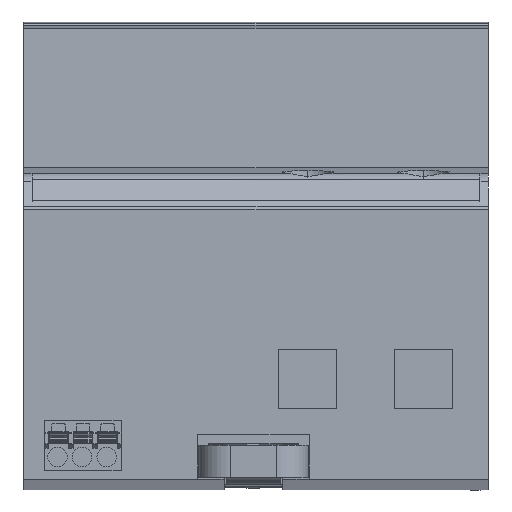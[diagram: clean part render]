
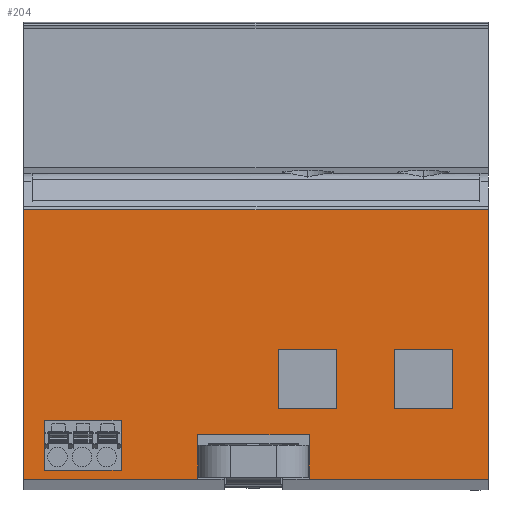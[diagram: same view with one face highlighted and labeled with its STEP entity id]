
A CAD part, front view. The second image highlights one B-rep face of the part: STEP entity #204.
In plain terms, the highlighted planar face has unit normal (0, -1, 0).
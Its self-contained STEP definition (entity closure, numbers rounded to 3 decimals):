
#34=AXIS2_PLACEMENT_3D('Plane Axis2P3D',#31,#32,#33) ;
#31=CARTESIAN_POINT('Axis2P3D Location',(71.2,14.959,1.692)) ;
#36=CARTESIAN_POINT('Line Origine',(0.,14.959,22.536)) ;
#40=CARTESIAN_POINT('Vertex',(0.,14.959,1.692)) ;
#42=CARTESIAN_POINT('Vertex',(0.,14.959,43.38)) ;
#45=CARTESIAN_POINT('Line Origine',(13.48,14.959,1.692)) ;
#49=CARTESIAN_POINT('Vertex',(26.961,14.959,1.692)) ;
#52=CARTESIAN_POINT('Line Origine',(26.961,14.959,5.122)) ;
#56=CARTESIAN_POINT('Vertex',(26.961,14.959,8.553)) ;
#59=CARTESIAN_POINT('Line Origine',(35.6,14.959,8.553)) ;
#63=CARTESIAN_POINT('Vertex',(44.24,14.959,8.553)) ;
#66=CARTESIAN_POINT('Line Origine',(44.24,14.959,5.122)) ;
#70=CARTESIAN_POINT('Vertex',(44.24,14.959,1.692)) ;
#73=CARTESIAN_POINT('Line Origine',(58.12,14.959,1.692)) ;
#77=CARTESIAN_POINT('Vertex',(72.,14.959,1.692)) ;
#80=CARTESIAN_POINT('Line Origine',(72.,14.959,22.536)) ;
#84=CARTESIAN_POINT('Vertex',(72.,14.959,43.38)) ;
#87=CARTESIAN_POINT('Line Origine',(36.,14.959,43.38)) ;
#102=CARTESIAN_POINT('Line Origine',(3.275,14.959,6.504)) ;
#106=CARTESIAN_POINT('Vertex',(3.275,14.959,3.079)) ;
#108=CARTESIAN_POINT('Vertex',(3.275,14.959,9.929)) ;
#111=CARTESIAN_POINT('Line Origine',(9.185,14.959,9.929)) ;
#115=CARTESIAN_POINT('Vertex',(15.095,14.959,9.929)) ;
#118=CARTESIAN_POINT('Line Origine',(15.095,14.959,6.504)) ;
#122=CARTESIAN_POINT('Vertex',(15.095,14.959,3.079)) ;
#125=CARTESIAN_POINT('Line Origine',(9.185,14.959,3.079)) ;
#136=CARTESIAN_POINT('Line Origine',(44.033,14.959,12.558)) ;
#140=CARTESIAN_POINT('Vertex',(48.533,14.959,12.558)) ;
#142=CARTESIAN_POINT('Vertex',(39.533,14.959,12.558)) ;
#145=CARTESIAN_POINT('Line Origine',(39.533,14.959,17.133)) ;
#149=CARTESIAN_POINT('Vertex',(39.533,14.959,21.708)) ;
#152=CARTESIAN_POINT('Line Origine',(44.033,14.959,21.708)) ;
#156=CARTESIAN_POINT('Vertex',(48.533,14.959,21.708)) ;
#159=CARTESIAN_POINT('Line Origine',(48.533,14.959,17.133)) ;
#170=CARTESIAN_POINT('Line Origine',(61.944,14.959,12.558)) ;
#174=CARTESIAN_POINT('Vertex',(66.444,14.959,12.558)) ;
#176=CARTESIAN_POINT('Vertex',(57.444,14.959,12.558)) ;
#179=CARTESIAN_POINT('Line Origine',(57.444,14.959,17.133)) ;
#183=CARTESIAN_POINT('Vertex',(57.444,14.959,21.708)) ;
#186=CARTESIAN_POINT('Line Origine',(61.944,14.959,21.708)) ;
#190=CARTESIAN_POINT('Vertex',(66.444,14.959,21.708)) ;
#193=CARTESIAN_POINT('Line Origine',(66.444,14.959,17.133)) ;
#32=DIRECTION('Axis2P3D Direction',(0.,-1.,0.)) ;
#33=DIRECTION('Axis2P3D XDirection',(0.,0.,1.)) ;
#37=DIRECTION('Vector Direction',(0.,0.,1.)) ;
#46=DIRECTION('Vector Direction',(-1.,0.,0.)) ;
#53=DIRECTION('Vector Direction',(0.,0.,-1.)) ;
#60=DIRECTION('Vector Direction',(-1.,0.,0.)) ;
#67=DIRECTION('Vector Direction',(0.,0.,1.)) ;
#74=DIRECTION('Vector Direction',(-1.,0.,0.)) ;
#81=DIRECTION('Vector Direction',(0.,0.,1.)) ;
#88=DIRECTION('Vector Direction',(-1.,0.,0.)) ;
#103=DIRECTION('Vector Direction',(0.,0.,1.)) ;
#112=DIRECTION('Vector Direction',(-1.,0.,0.)) ;
#119=DIRECTION('Vector Direction',(0.,0.,-1.)) ;
#126=DIRECTION('Vector Direction',(-1.,0.,0.)) ;
#137=DIRECTION('Vector Direction',(-1.,0.,0.)) ;
#146=DIRECTION('Vector Direction',(0.,0.,-1.)) ;
#153=DIRECTION('Vector Direction',(1.,0.,0.)) ;
#160=DIRECTION('Vector Direction',(0.,0.,1.)) ;
#171=DIRECTION('Vector Direction',(-1.,0.,0.)) ;
#180=DIRECTION('Vector Direction',(0.,0.,-1.)) ;
#187=DIRECTION('Vector Direction',(1.,0.,0.)) ;
#194=DIRECTION('Vector Direction',(0.,0.,1.)) ;
#38=VECTOR('Line Direction',#37,1.) ;
#47=VECTOR('Line Direction',#46,1.) ;
#54=VECTOR('Line Direction',#53,1.) ;
#61=VECTOR('Line Direction',#60,1.) ;
#68=VECTOR('Line Direction',#67,1.) ;
#75=VECTOR('Line Direction',#74,1.) ;
#82=VECTOR('Line Direction',#81,1.) ;
#89=VECTOR('Line Direction',#88,1.) ;
#104=VECTOR('Line Direction',#103,1.) ;
#113=VECTOR('Line Direction',#112,1.) ;
#120=VECTOR('Line Direction',#119,1.) ;
#127=VECTOR('Line Direction',#126,1.) ;
#138=VECTOR('Line Direction',#137,1.) ;
#147=VECTOR('Line Direction',#146,1.) ;
#154=VECTOR('Line Direction',#153,1.) ;
#161=VECTOR('Line Direction',#160,1.) ;
#172=VECTOR('Line Direction',#171,1.) ;
#181=VECTOR('Line Direction',#180,1.) ;
#188=VECTOR('Line Direction',#187,1.) ;
#195=VECTOR('Line Direction',#194,1.) ;
#93=ORIENTED_EDGE('',*,*,#44,.F.) ;
#94=ORIENTED_EDGE('',*,*,#51,.F.) ;
#95=ORIENTED_EDGE('',*,*,#58,.F.) ;
#96=ORIENTED_EDGE('',*,*,#65,.F.) ;
#97=ORIENTED_EDGE('',*,*,#72,.F.) ;
#98=ORIENTED_EDGE('',*,*,#79,.F.) ;
#99=ORIENTED_EDGE('',*,*,#86,.F.) ;
#100=ORIENTED_EDGE('',*,*,#91,.T.) ;
#131=ORIENTED_EDGE('',*,*,#110,.T.) ;
#132=ORIENTED_EDGE('',*,*,#117,.F.) ;
#133=ORIENTED_EDGE('',*,*,#124,.T.) ;
#134=ORIENTED_EDGE('',*,*,#129,.T.) ;
#165=ORIENTED_EDGE('',*,*,#144,.T.) ;
#166=ORIENTED_EDGE('',*,*,#151,.F.) ;
#167=ORIENTED_EDGE('',*,*,#158,.T.) ;
#168=ORIENTED_EDGE('',*,*,#163,.F.) ;
#199=ORIENTED_EDGE('',*,*,#178,.T.) ;
#200=ORIENTED_EDGE('',*,*,#185,.F.) ;
#201=ORIENTED_EDGE('',*,*,#192,.T.) ;
#202=ORIENTED_EDGE('',*,*,#197,.F.) ;
#135=FACE_BOUND('',#130,.T.) ;
#169=FACE_BOUND('',#164,.T.) ;
#203=FACE_BOUND('',#198,.T.) ;
#204=ADVANCED_FACE('VPU',(#101,#135,#169,#203),#35,.T.) ;
#44=EDGE_CURVE('',#41,#43,#39,.T.) ;
#51=EDGE_CURVE('',#50,#41,#48,.T.) ;
#58=EDGE_CURVE('',#57,#50,#55,.T.) ;
#65=EDGE_CURVE('',#64,#57,#62,.T.) ;
#72=EDGE_CURVE('',#71,#64,#69,.T.) ;
#79=EDGE_CURVE('',#78,#71,#76,.T.) ;
#86=EDGE_CURVE('',#85,#78,#83,.F.) ;
#91=EDGE_CURVE('',#85,#43,#90,.T.) ;
#110=EDGE_CURVE('',#107,#109,#105,.T.) ;
#117=EDGE_CURVE('',#116,#109,#114,.T.) ;
#124=EDGE_CURVE('',#116,#123,#121,.T.) ;
#129=EDGE_CURVE('',#123,#107,#128,.T.) ;
#144=EDGE_CURVE('',#141,#143,#139,.T.) ;
#151=EDGE_CURVE('',#150,#143,#148,.T.) ;
#158=EDGE_CURVE('',#150,#157,#155,.T.) ;
#163=EDGE_CURVE('',#141,#157,#162,.T.) ;
#178=EDGE_CURVE('',#175,#177,#173,.T.) ;
#185=EDGE_CURVE('',#184,#177,#182,.T.) ;
#192=EDGE_CURVE('',#184,#191,#189,.T.) ;
#197=EDGE_CURVE('',#175,#191,#196,.T.) ;
#92=EDGE_LOOP('',(#93,#94,#95,#96,#97,#98,#99,#100)) ;
#130=EDGE_LOOP('',(#131,#132,#133,#134)) ;
#164=EDGE_LOOP('',(#165,#166,#167,#168)) ;
#198=EDGE_LOOP('',(#199,#200,#201,#202)) ;
#101=FACE_OUTER_BOUND('',#92,.T.) ;
#39=LINE('Line',#36,#38) ;
#48=LINE('Line',#45,#47) ;
#55=LINE('Line',#52,#54) ;
#62=LINE('Line',#59,#61) ;
#69=LINE('Line',#66,#68) ;
#76=LINE('Line',#73,#75) ;
#83=LINE('Line',#80,#82) ;
#90=LINE('Line',#87,#89) ;
#105=LINE('Line',#102,#104) ;
#114=LINE('Line',#111,#113) ;
#121=LINE('Line',#118,#120) ;
#128=LINE('Line',#125,#127) ;
#139=LINE('Line',#136,#138) ;
#148=LINE('Line',#145,#147) ;
#155=LINE('Line',#152,#154) ;
#162=LINE('Line',#159,#161) ;
#173=LINE('Line',#170,#172) ;
#182=LINE('Line',#179,#181) ;
#189=LINE('Line',#186,#188) ;
#196=LINE('Line',#193,#195) ;
#35=PLANE('',#34) ;
#41=VERTEX_POINT('',#40) ;
#43=VERTEX_POINT('',#42) ;
#50=VERTEX_POINT('',#49) ;
#57=VERTEX_POINT('',#56) ;
#64=VERTEX_POINT('',#63) ;
#71=VERTEX_POINT('',#70) ;
#78=VERTEX_POINT('',#77) ;
#85=VERTEX_POINT('',#84) ;
#107=VERTEX_POINT('',#106) ;
#109=VERTEX_POINT('',#108) ;
#116=VERTEX_POINT('',#115) ;
#123=VERTEX_POINT('',#122) ;
#141=VERTEX_POINT('',#140) ;
#143=VERTEX_POINT('',#142) ;
#150=VERTEX_POINT('',#149) ;
#157=VERTEX_POINT('',#156) ;
#175=VERTEX_POINT('',#174) ;
#177=VERTEX_POINT('',#176) ;
#184=VERTEX_POINT('',#183) ;
#191=VERTEX_POINT('',#190) ;
